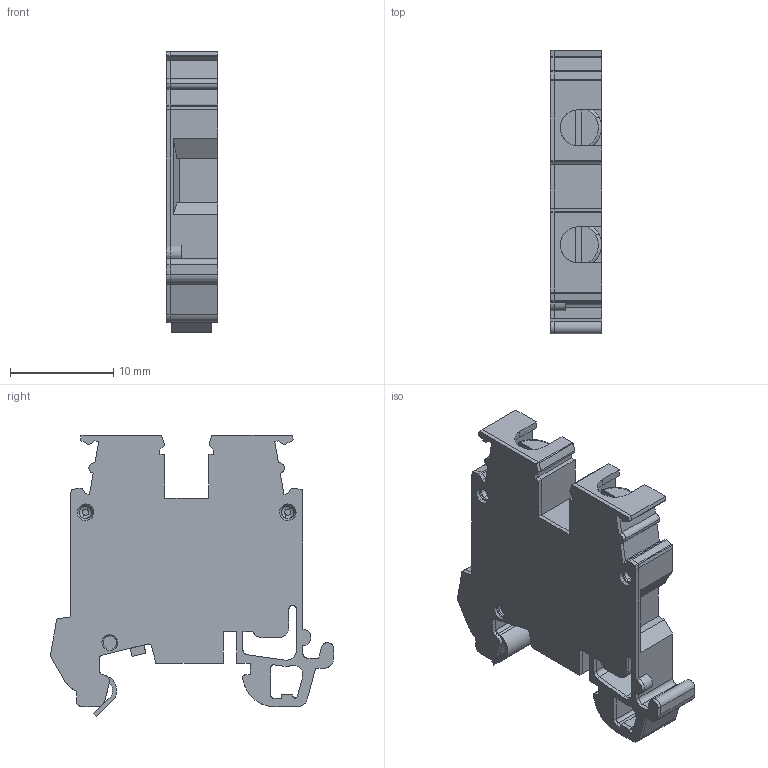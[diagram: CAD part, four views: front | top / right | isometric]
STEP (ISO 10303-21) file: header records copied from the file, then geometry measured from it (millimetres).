
FILE_DESCRIPTION(('CATIA V5 STEP Exchange','CAx-IF Rec.Pracs.--- Model Styling and Organization---1.4--- 2014-01-23'),'2;1');
FILE_NAME ('010864-2_2', '2022-09-05T09:31:57+00:00', ('none'), ('Weidmueller'), 'CATIA Version 5-6 Release 2016 SP3 HF44', 'CATIA V5 STEP AP214', 'none');
FILE_SCHEMA(('AUTOMOTIVE_DESIGN { 1 0 10303 214 1 1 1 1 }'));
Length unit declared in the file: millimetre
Products named in the file (1): 1303360000
Bounding box: 5.04 x 27.47 x 27.27 mm (x, y, z)
Volume: 2238.2 mm3; surface area: 3151.1 mm2
Topology: 5 solids, 7 shells, 437 faces, 1202 edges, 787 vertices
Faces by surface type: plane 226, cylinder 118, extrusion 52, cone 20, torus 20, bspline 1
Entity records: 13375 total; most frequent: CARTESIAN_POINT 3158, ORIENTED_EDGE 2404, DIRECTION 1548, EDGE_CURVE 1202, VECTOR 887, LINE 835, VERTEX_POINT 787, EDGE_LOOP 459
